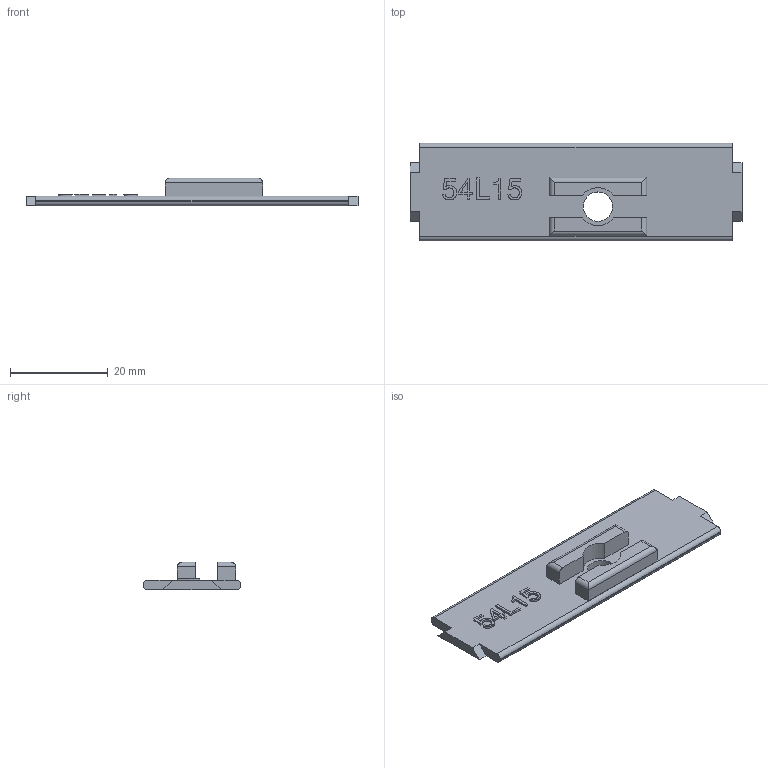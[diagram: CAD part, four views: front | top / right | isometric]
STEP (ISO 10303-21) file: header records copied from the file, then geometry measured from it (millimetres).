
FILE_DESCRIPTION(('Open CASCADE Model'),'2;1');
FILE_NAME('Open CASCADE Shape Model','2025-05-19T13:55:19',('Author'),( 'Open CASCADE'),'Open CASCADE STEP processor 7.7','Open CASCADE 7.7' ,'Unknown');
FILE_SCHEMA(('AUTOMOTIVE_DESIGN { 1 0 10303 214 1 1 1 1 }'));
Length unit declared in the file: millimetre
Products named in the file (1): Open CASCADE STEP translator 7.7 85
Bounding box: 68 x 20 x 5.7 mm (x, y, z)
Volume: 3031.4 mm3; surface area: 3247.9 mm2
Topology: 1 solids, 1 shells, 125 faces, 341 edges, 226 vertices
Faces by surface type: plane 72, extrusion 40, cylinder 13
Full cylindrical faces by diameter (mm): 6 x1
Entity records: 8479 total; most frequent: CARTESIAN_POINT 1885, DIRECTION 1080, VECTOR 855, LINE 815, ORIENTED_EDGE 682, PCURVE 682, DEFINITIONAL_REPRESENTATION 682, EDGE_CURVE 341
